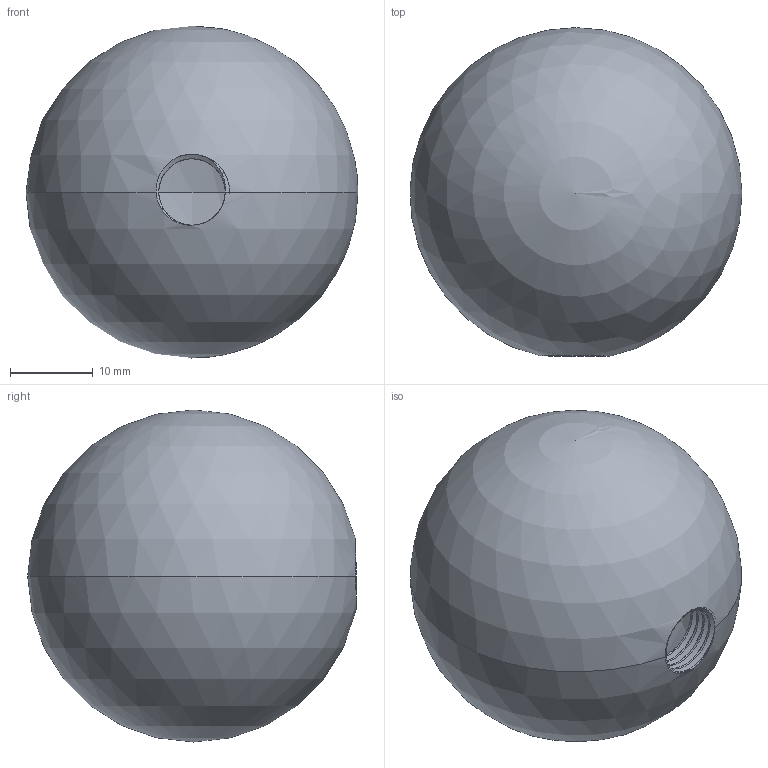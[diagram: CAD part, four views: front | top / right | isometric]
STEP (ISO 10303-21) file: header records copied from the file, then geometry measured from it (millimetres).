
FILE_DESCRIPTION (( 'STEP AP203' ), '1' );
FILE_NAME ('3D_GR1264_80_188702360.STEP', '2024-10-14T12:07:58', ( '' ), ( '' ), 'SwSTEP 2.0', 'SolidWorks 2024', '' );
FILE_SCHEMA (( 'CONFIG_CONTROL_DESIGN' ));
Length unit declared in the file: millimetre
Products named in the file (1): 3D_GR1264_80_188702360
Bounding box: 39.99 x 39.6 x 40 mm (x, y, z)
Volume: 9072.4 mm3; surface area: 9222.3 mm2
Topology: 1 solids, 1 shells, 19 faces, 57 edges, 37 vertices
Faces by surface type: cylinder 11, sphere 4, bspline 3, plane 1
Entity records: 2596 total; most frequent: CARTESIAN_POINT 2131, ORIENTED_EDGE 94, DIRECTION 64, EDGE_CURVE 47, VERTEX_POINT 31, AXIS2_PLACEMENT_3D 27, EDGE_LOOP 20, ADVANCED_FACE 19
